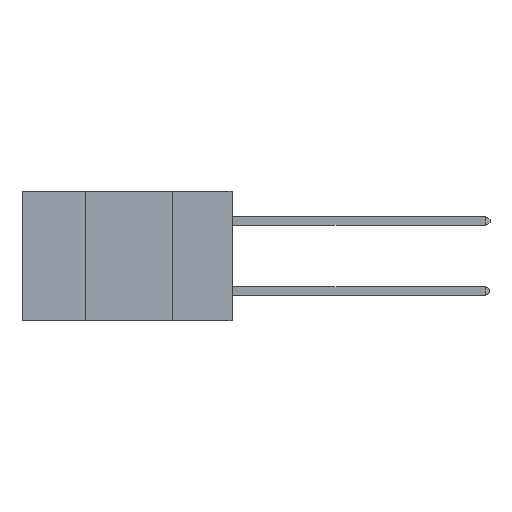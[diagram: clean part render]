
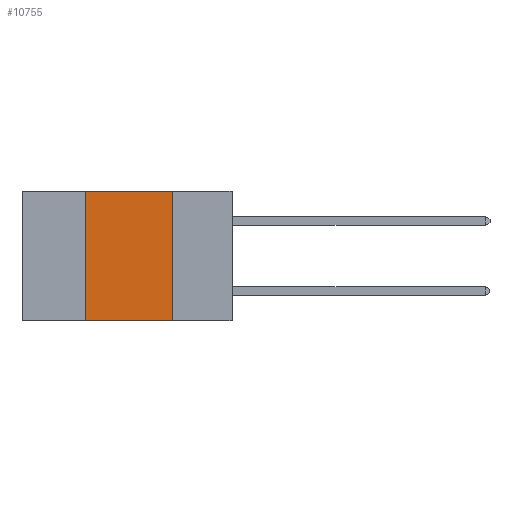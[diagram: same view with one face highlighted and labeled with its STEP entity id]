
A CAD part, left-side view. The second image highlights one B-rep face of the part: STEP entity #10755.
In plain terms, the highlighted planar face has unit normal (-1, 0, 0).
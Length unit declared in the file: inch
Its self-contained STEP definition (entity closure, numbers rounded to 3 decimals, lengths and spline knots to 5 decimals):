
#300 = LINE ( 'NONE', #3554, #9503 ) ;
#759 = CARTESIAN_POINT ( 'NONE',  ( 0., 0.42, 0. ) ) ;
#917 = DIRECTION ( 'NONE',  ( 0., -1., 0. ) ) ;
#1081 = VERTEX_POINT ( 'NONE', #8412 ) ;
#1783 = CARTESIAN_POINT ( 'NONE',  ( 0., 0.6, -0.37 ) ) ;
#1988 = VECTOR ( 'NONE', #3541, 39.37008 ) ;
#2104 = LINE ( 'NONE', #759, #4205 ) ;
#2792 = VERTEX_POINT ( 'NONE', #6080 ) ;
#3541 = DIRECTION ( 'NONE',  ( 0., -1., 0. ) ) ;
#3554 = CARTESIAN_POINT ( 'NONE',  ( 0., 0.17, 0. ) ) ;
#3965 = VECTOR ( 'NONE', #917, 39.37008 ) ;
#4168 = PLANE ( 'NONE',  #11358 ) ;
#4205 = VECTOR ( 'NONE', #5204, 39.37008 ) ;
#4895 = VERTEX_POINT ( 'NONE', #11389 ) ;
#5048 = DIRECTION ( 'NONE',  ( 1., 0., 0. ) ) ;
#5204 = DIRECTION ( 'NONE',  ( 0., 0., 1. ) ) ;
#5982 = VERTEX_POINT ( 'NONE', #6425 ) ;
#6080 = CARTESIAN_POINT ( 'NONE',  ( 0., 0.17, 0. ) ) ;
#6254 = EDGE_CURVE ( 'NONE', #2792, #5982, #300, .T. ) ;
#6326 = EDGE_CURVE ( 'NONE', #4895, #2792, #10981, .T. ) ;
#6425 = CARTESIAN_POINT ( 'NONE',  ( 0., 0.17, -0.37 ) ) ;
#6729 = LINE ( 'NONE', #1783, #1988 ) ;
#6950 = EDGE_CURVE ( 'NONE', #1081, #5982, #6729, .T. ) ;
#7179 = CARTESIAN_POINT ( 'NONE',  ( 0., 0.6, 0. ) ) ;
#7451 = ORIENTED_EDGE ( 'NONE', *, *, #6326, .F. ) ;
#8412 = CARTESIAN_POINT ( 'NONE',  ( 0., 0.42, -0.37 ) ) ;
#8464 = FACE_OUTER_BOUND ( 'NONE', #10784, .T. ) ;
#8737 = EDGE_CURVE ( 'NONE', #1081, #4895, #2104, .T. ) ;
#8797 = ORIENTED_EDGE ( 'NONE', *, *, #6950, .T. ) ;
#9462 = CARTESIAN_POINT ( 'NONE',  ( 0., 0.6, 0. ) ) ;
#9503 = VECTOR ( 'NONE', #9749, 39.37008 ) ;
#9749 = DIRECTION ( 'NONE',  ( 0., 0., -1. ) ) ;
#10570 = ORIENTED_EDGE ( 'NONE', *, *, #8737, .F. ) ;
#10755 = ADVANCED_FACE ( 'NONE', ( #8464 ), #4168, .F. ) ;
#10784 = EDGE_LOOP ( 'NONE', ( #11171, #7451, #10570, #8797 ) ) ;
#10981 = LINE ( 'NONE', #7179, #3965 ) ;
#11171 = ORIENTED_EDGE ( 'NONE', *, *, #6254, .F. ) ;
#11189 = DIRECTION ( 'NONE',  ( 0., 0., -1. ) ) ;
#11358 = AXIS2_PLACEMENT_3D ( 'NONE', #9462, #5048, #11189 ) ;
#11389 = CARTESIAN_POINT ( 'NONE',  ( 0., 0.42, 0. ) ) ;
